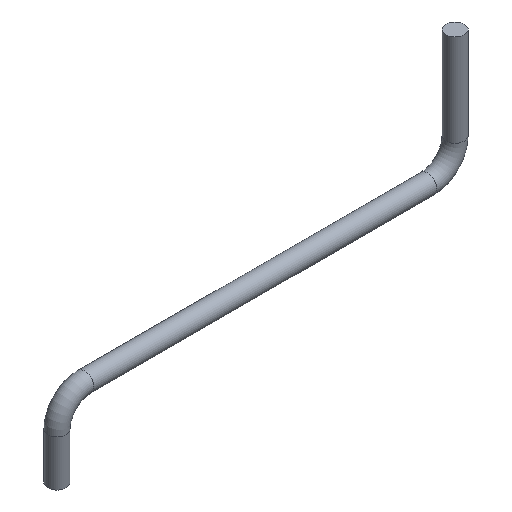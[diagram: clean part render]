
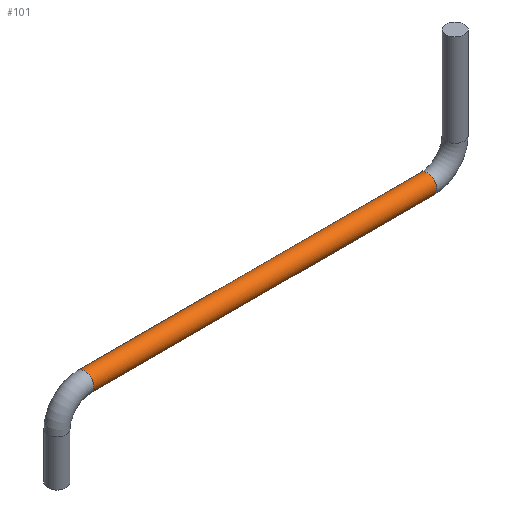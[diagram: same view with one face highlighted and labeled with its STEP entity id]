
A CAD part, isometric view. The second image highlights one B-rep face of the part: STEP entity #101.
In plain terms, the highlighted cylindrical face has radius 1 mm (diameter 2 mm), a full revolution.
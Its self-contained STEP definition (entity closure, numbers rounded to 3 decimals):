
#21=FACE_OUTER_BOUND('',#28,.T.);
#28=EDGE_LOOP('',(#81,#82,#83,#84,#85));
#34=LINE('',#193,#37);
#37=VECTOR('',#158,1.);
#43=CIRCLE('',#126,1.);
#44=CIRCLE('',#127,1.);
#45=CIRCLE('',#129,1.);
#52=VERTEX_POINT('',#186);
#53=VERTEX_POINT('',#188);
#54=VERTEX_POINT('',#192);
#62=EDGE_CURVE('',#52,#53,#43,.T.);
#63=EDGE_CURVE('',#53,#52,#44,.T.);
#64=EDGE_CURVE('',#53,#54,#34,.T.);
#65=EDGE_CURVE('',#54,#54,#45,.T.);
#81=ORIENTED_EDGE('',*,*,#63,.F.);
#82=ORIENTED_EDGE('',*,*,#64,.T.);
#83=ORIENTED_EDGE('',*,*,#65,.T.);
#84=ORIENTED_EDGE('',*,*,#64,.F.);
#85=ORIENTED_EDGE('',*,*,#62,.F.);
#97=CYLINDRICAL_SURFACE('',#128,1.);
#101=ADVANCED_FACE('',(#21),#97,.T.);
#126=AXIS2_PLACEMENT_3D('',#189,#152,#153);
#127=AXIS2_PLACEMENT_3D('',#190,#154,#155);
#128=AXIS2_PLACEMENT_3D('',#191,#156,#157);
#129=AXIS2_PLACEMENT_3D('',#194,#159,#160);
#152=DIRECTION('center_axis',(-1.,0.,0.));
#153=DIRECTION('ref_axis',(0.,0.,-1.));
#154=DIRECTION('center_axis',(-1.,0.,0.));
#155=DIRECTION('ref_axis',(0.,0.,-1.));
#156=DIRECTION('center_axis',(-1.,0.,0.));
#157=DIRECTION('ref_axis',(0.,0.,-1.));
#158=DIRECTION('',(1.,0.,0.));
#159=DIRECTION('center_axis',(-1.,0.,0.));
#160=DIRECTION('ref_axis',(0.,0.,-1.));
#186=CARTESIAN_POINT('',(78.,0.,-9.));
#188=CARTESIAN_POINT('',(78.,0.,-7.));
#189=CARTESIAN_POINT('Origin',(78.,0.,-8.));
#190=CARTESIAN_POINT('Origin',(78.,0.,-8.));
#191=CARTESIAN_POINT('Origin',(115.25,0.,-8.));
#192=CARTESIAN_POINT('',(115.25,0.,-7.));
#193=CARTESIAN_POINT('',(115.25,0.,-7.));
#194=CARTESIAN_POINT('Origin',(115.25,0.,-8.));
